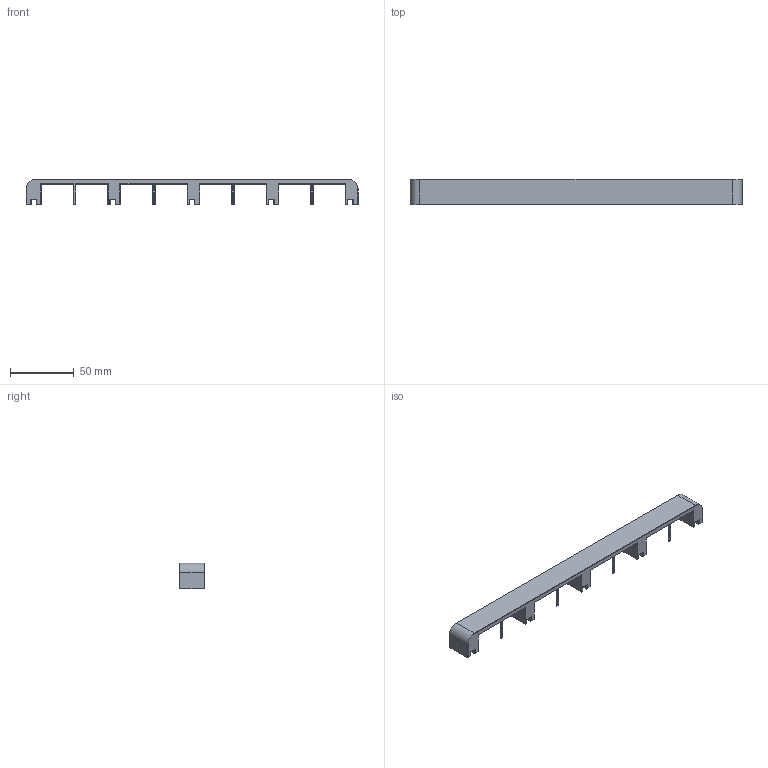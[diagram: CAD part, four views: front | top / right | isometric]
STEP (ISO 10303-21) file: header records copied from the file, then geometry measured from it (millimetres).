
FILE_DESCRIPTION(/* description */ (''),/* implementation_level */ '2;1');
FILE_NAME(/* name */ 'FlipClock_Flip_Restrictor.step',/* time_stamp */ '2021-04-20T16:07:09-04:00',/* author */ (''),/* organization */ (''),/* preprocessor_version */ 'ST-DEVELOPER v18.1',/* originating_system */ 'Autodesk Translation Framework v10.6.0.1341',/* authorisation */ '');
FILE_SCHEMA (('AUTOMOTIVE_DESIGN { 1 0 10303 214 3 1 1 }'));
Length unit declared in the file: millimetre
Products named in the file (1): FlipClock_Frame
Bounding box: 260 x 20 x 20 mm (x, y, z)
Volume: 35186.5 mm3; surface area: 17972.9 mm2
Topology: 1 solids, 1 shells, 156 faces, 370 edges, 216 vertices
Faces by surface type: plane 154, cylinder 2
Entity records: 4330 total; most frequent: CARTESIAN_POINT 743, ORIENTED_EDGE 740, DIRECTION 696, EDGE_CURVE 370, LINE 358, VECTOR 358, VERTEX_POINT 216, AXIS2_PLACEMENT_3D 169
